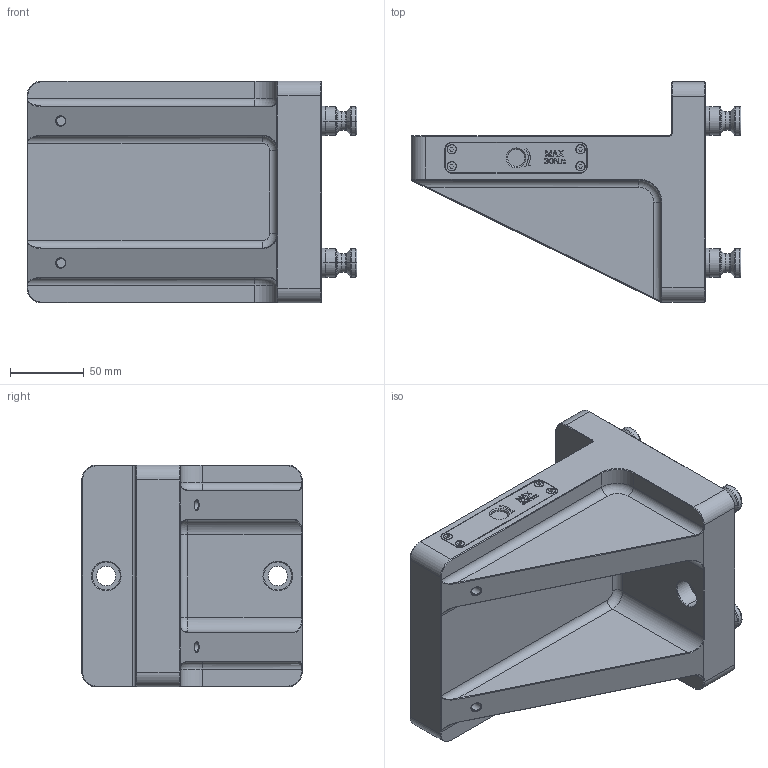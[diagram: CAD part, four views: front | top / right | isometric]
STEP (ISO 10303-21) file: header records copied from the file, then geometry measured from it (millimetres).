
FILE_DESCRIPTION((''),'2;1');
FILE_NAME('SK96-A90_ASM','2024-03-28T',('Administrator'),(''),'PRO/ENGINEER BY PARAMETRIC TECHNOLOGY CORPORATION, 2009360','PRO/ENGINEER BY PARAMETRIC TECHNOLOGY CORPORATION, 2009360','');
FILE_SCHEMA(('CONFIG_CONTROL_DESIGN'));
Length unit declared in the file: millimetre
Products named in the file (18): MSBR-16; MSBR-15; MSBR-14; MSBR-13; MSBR-12; MSBR-11; MSBR-10; MSBR-9; MSBR-8; MSBR-7; MSBR-6; MSBR-5; MSBR-4; MSBR-3; MSBR-2; MSBR-1; 90-5AXIS_ASM_ASM_ASM_ASM_ASM; SK96-A90_ASM
Assembly tree (17 placements, depth 3):
  SK96-A90_ASM
    90-5AXIS_ASM_ASM_ASM_ASM_ASM
      MSBR-16
      MSBR-15
      MSBR-14
      MSBR-13
      MSBR-12
      MSBR-11
      MSBR-10
      MSBR-9
      MSBR-8
      MSBR-7
      MSBR-6
      MSBR-5
      MSBR-4
      MSBR-3
      MSBR-2
      MSBR-1
Bounding box: 223 x 149 x 150 mm (x, y, z)
Volume: 1650086.3 mm3
Topology: 16 solids, 20 shells, 1183 faces, 3122 edges, 2044 vertices
Faces by surface type: plane 668, cylinder 232, cone 206, torus 64, bspline 13
Entity records: 38546 total; most frequent: CARTESIAN_POINT 8095, DIRECTION 6477, ORIENTED_EDGE 6208, EDGE_CURVE 3104, AXIS2_PLACEMENT_3D 2233, VERTEX_POINT 2043, VECTOR 2011, LINE 2011
